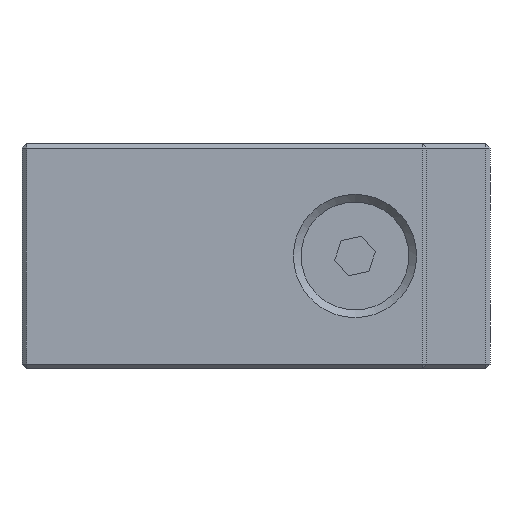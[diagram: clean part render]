
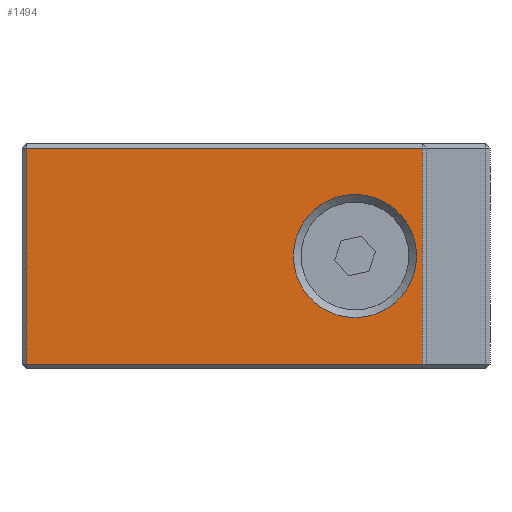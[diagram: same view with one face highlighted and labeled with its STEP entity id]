
A CAD part, left-side view. The second image highlights one B-rep face of the part: STEP entity #1494.
In plain terms, the highlighted planar face has unit normal (-1, 0, 0).
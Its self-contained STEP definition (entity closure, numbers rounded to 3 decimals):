
#38=FACE_BOUND('',#318,.T.);
#116=PLANE('',#1634);
#218=FACE_OUTER_BOUND('',#317,.T.);
#317=EDGE_LOOP('',(#1290,#1291,#1292,#1293));
#318=EDGE_LOOP('',(#1294));
#457=LINE('',#2422,#604);
#458=LINE('',#2424,#605);
#462=LINE('',#2430,#609);
#464=LINE('',#2433,#611);
#604=VECTOR('',#1972,10.);
#605=VECTOR('',#1975,10.);
#609=VECTOR('',#1983,10.);
#611=VECTOR('',#1987,10.);
#637=CIRCLE('',#1635,6.85);
#716=VERTEX_POINT('',#2341);
#718=VERTEX_POINT('',#2346);
#720=VERTEX_POINT('',#2352);
#729=VERTEX_POINT('',#2385);
#738=VERTEX_POINT('',#2449);
#911=EDGE_CURVE('',#718,#729,#457,.T.);
#912=EDGE_CURVE('',#729,#720,#458,.T.);
#916=EDGE_CURVE('',#720,#716,#462,.T.);
#918=EDGE_CURVE('',#716,#718,#464,.T.);
#924=EDGE_CURVE('',#738,#738,#637,.T.);
#1290=ORIENTED_EDGE('',*,*,#911,.F.);
#1291=ORIENTED_EDGE('',*,*,#918,.F.);
#1292=ORIENTED_EDGE('',*,*,#916,.F.);
#1293=ORIENTED_EDGE('',*,*,#912,.F.);
#1294=ORIENTED_EDGE('',*,*,#924,.T.);
#1494=ADVANCED_FACE('',(#218,#38),#116,.T.);
#1634=AXIS2_PLACEMENT_3D('',#2448,#2015,#2016);
#1635=AXIS2_PLACEMENT_3D('',#2450,#2017,#2018);
#1972=DIRECTION('',(0.,0.,-1.));
#1975=DIRECTION('',(0.,1.,0.));
#1983=DIRECTION('',(0.,0.,1.));
#1987=DIRECTION('',(0.,-1.,0.));
#2015=DIRECTION('center_axis',(-1.,0.,0.));
#2016=DIRECTION('ref_axis',(0.,0.,
1.));
#2017=DIRECTION('center_axis',(1.,0.,0.));
#2018=DIRECTION('ref_axis',(0.,0.,
1.));
#2341=CARTESIAN_POINT('',(-27.5,25.5,12.));
#2346=CARTESIAN_POINT('',(-27.5,-18.5,12.));
#2352=CARTESIAN_POINT('',(-27.5,25.5,-12.));
#2385=CARTESIAN_POINT('',(-27.5,-18.5,-12.));
#2422=CARTESIAN_POINT('',(-27.5,-18.5,0.));
#2424=CARTESIAN_POINT('',(-27.5,-7.438,-12.));
#2430=CARTESIAN_POINT('',(-27.5,25.5,0.));
#2433=CARTESIAN_POINT('',(-27.5,-7.438,12.));
#2448=CARTESIAN_POINT('Origin',(-27.5,-19.,0.));
#2449=CARTESIAN_POINT('',(-27.5,-11.,-6.85));
#2450=CARTESIAN_POINT('Origin',(-27.5,-11.,0.));
